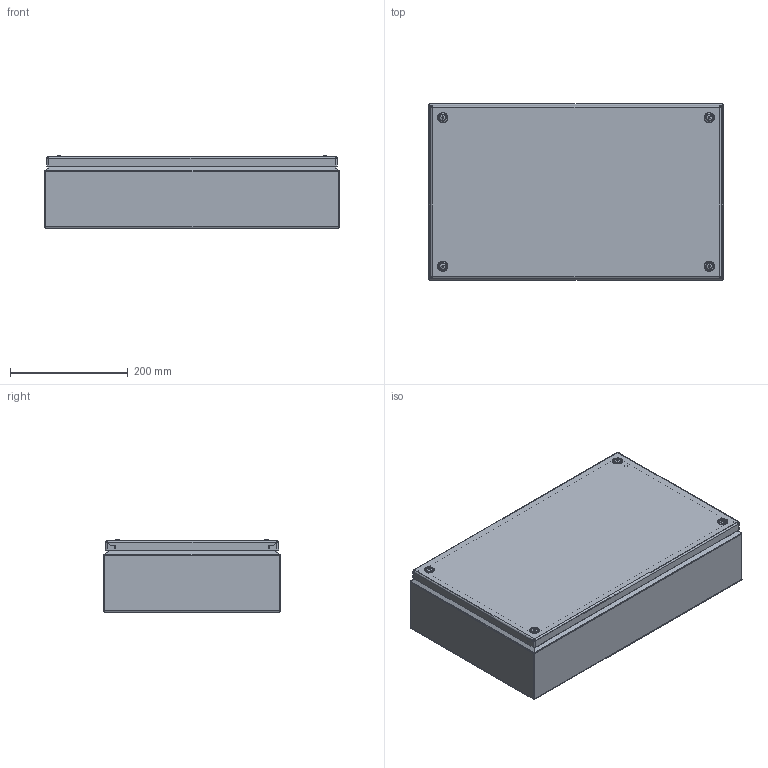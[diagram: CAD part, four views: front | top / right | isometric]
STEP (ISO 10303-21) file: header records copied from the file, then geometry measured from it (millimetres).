
FILE_DESCRIPTION (( 'STEP AP203' ), '1' );
FILE_NAME ('KL-125030.step', '2009-09-16T06:31:39', ( 'Herr Bloch' ), ( '' ), 'SwSTEP 2.0', 'SolidWorks 2007', '' );
FILE_SCHEMA (( 'CONFIG_CONTROL_DESIGN' ));
Length unit declared in the file: millimetre
Products named in the file (14): ENG-02032005160_Deckel 5030; ENG-000138_M5x16; ENG-002461_606; ENG-000098_M5; KL-125030; ENG-002723_10KL-125030; ENG-28022005856_125030; ENG-004917_300 breit; ENG-002846_Deckel kpl. 5030; ENG-000487_1697; ENG-004914_Standard; ENGT-000207_DIN 7500 M4x25; ENG-000176_81; KUNSTSTOFF-STOP_Standard
Assembly tree (34 placements, depth 3):
  KL-125030
    ENG-000487_1697  x4
    ENG-002846_Deckel kpl. 5030
      ENG-02032005160_Deckel 5030
      ENG-000138_M5x16
    ENG-004914_Standard  x4
    ENGT-000207_DIN 7500 M4x25  x4
    ENG-000176_81  x4
    ENG-000098_M5  x2
    KUNSTSTOFF-STOP_Standard  x4
    ENG-002461_606  x2
    ENG-002723_10KL-125030
      ENG-000138_M5x16  x3
      ENG-004917_300 breit  x2
      ENG-28022005856_125030
Bounding box: 500 x 300 x 123.59 mm (x, y, z)
Volume: 773561.8 mm3; surface area: 1088973.1 mm2
Topology: 32 solids, 32 shells, 1555 faces, 3741 edges, 2242 vertices
Faces by surface type: plane 616, cylinder 525, bspline 152, cone 132, torus 86, sphere 44
Entity records: 28817 total; most frequent: CARTESIAN_POINT 8446, ORIENTED_EDGE 3864, DIRECTION 3779, EDGE_CURVE 1932, AXIS2_PLACEMENT_3D 1437, VERTEX_POINT 1140, EDGE_LOOP 918, LINE 905
